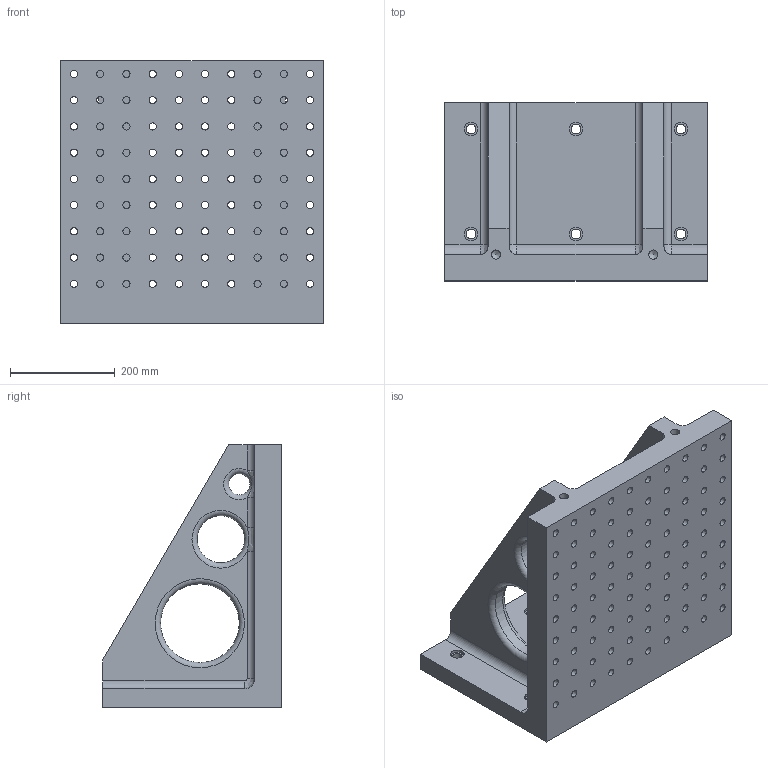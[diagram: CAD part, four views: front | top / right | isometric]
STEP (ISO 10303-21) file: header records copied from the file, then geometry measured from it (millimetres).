
FILE_DESCRIPTION( ( 'Unknown' ), '1' );
FILE_NAME( 'BP21-340500-0500-16.stp', 'Unknown', ( 'S.C.H' ), ( 'Unknown' ), 'XStep 1.0', 'Unknown', ' ' );
FILE_SCHEMA( ( 'CONFIG_CONTROL_DESIGN' ) );
Length unit declared in the file: millimetre
Products named in the file (1): 1
Bounding box: 500 x 340 x 500 mm (x, y, z)
Volume: 21743146.1 mm3; surface area: 1364051.3 mm2
Topology: 1 solids, 1 shells, 215 faces, 515 edges, 332 vertices
Faces by surface type: cylinder 129, plane 60, bspline 12, torus 12, cone 2
Full cylindrical faces by diameter (mm): 13.835 x90, 17.5 x2, 18 x6, 26 x6, 40 x2, 90 x2, 150 x2
Entity records: 8509 total; most frequent: CARTESIAN_POINT 3641, DIRECTION 1035, ORIENTED_EDGE 742, EDGE_LOOP 505, AXIS2_PLACEMENT_3D 480, EDGE_CURVE 371, FACE_OUTER_BOUND 337, VERTEX_POINT 314
